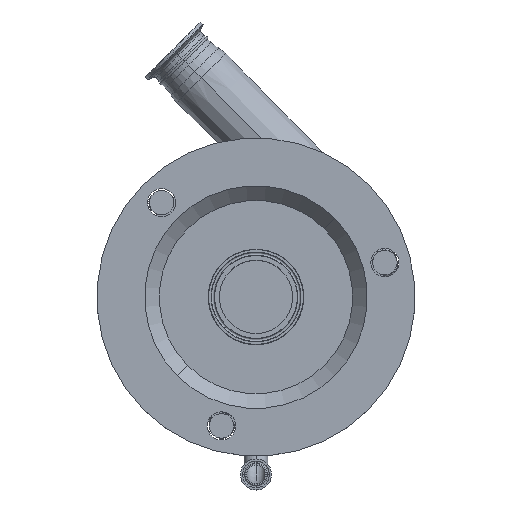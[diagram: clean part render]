
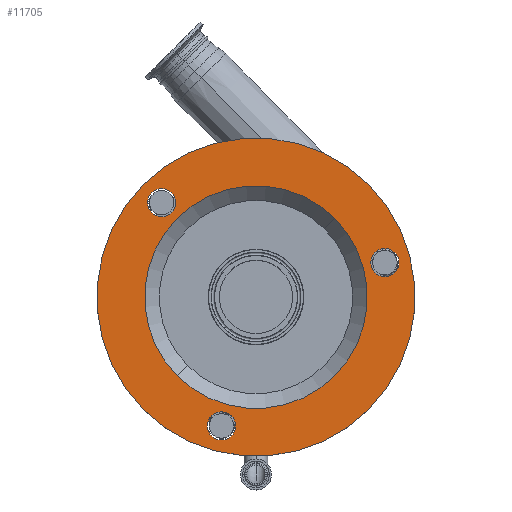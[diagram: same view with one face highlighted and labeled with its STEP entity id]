
A CAD part, top view. The second image highlights one B-rep face of the part: STEP entity #11705.
In plain terms, the highlighted planar face has unit normal (0, 0, 1).
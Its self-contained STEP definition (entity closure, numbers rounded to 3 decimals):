
#765 = VERTEX_POINT ( 'NONE', #11928 ) ;
#858 = AXIS2_PLACEMENT_3D ( 'NONE', #25539, #3969, #15922 ) ;
#882 = CARTESIAN_POINT ( 'NONE',  ( 0., 0., 217. ) ) ;
#914 = DIRECTION ( 'NONE',  ( 0., 0., 1. ) ) ;
#1436 = CARTESIAN_POINT ( 'NONE',  ( 105.286, 28.211, 217. ) ) ;
#1495 = DIRECTION ( 'NONE',  ( 0.707, 0.707, 0. ) ) ;
#1644 = DIRECTION ( 'NONE',  ( 0.707, 0.707, 0. ) ) ;
#1860 = CIRCLE ( 'NONE', #3937, 130. ) ;
#1991 = PLANE ( 'NONE',  #14078 ) ;
#2122 = AXIS2_PLACEMENT_3D ( 'NONE', #1436, #21053, #9252 ) ;
#2970 = CARTESIAN_POINT ( 'NONE',  ( -68.943, 85.206, 217. ) ) ;
#3921 = AXIS2_PLACEMENT_3D ( 'NONE', #16310, #23981, #20464 ) ;
#3937 = AXIS2_PLACEMENT_3D ( 'NONE', #882, #4393, #4636 ) ;
#3969 = DIRECTION ( 'NONE',  ( 0., 0., 1. ) ) ;
#4393 = DIRECTION ( 'NONE',  ( 0., 0., 1. ) ) ;
#4441 = CIRCLE ( 'NONE', #18967, 91. ) ;
#4580 = DIRECTION ( 'NONE',  ( 0., 0., 1. ) ) ;
#4636 = DIRECTION ( 'NONE',  ( 0.707, 0.707, 0. ) ) ;
#4672 = CARTESIAN_POINT ( 'NONE',  ( -77.075, 77.075, 217. ) ) ;
#4794 = EDGE_CURVE ( 'NONE', #23008, #9232, #4441, .T. ) ;
#4908 = CARTESIAN_POINT ( 'NONE',  ( -17.103, -108.262, 217. ) ) ;
#5540 = AXIS2_PLACEMENT_3D ( 'NONE', #4672, #914, #22597 ) ;
#6051 = AXIS2_PLACEMENT_3D ( 'NONE', #17786, #15968, #9993 ) ;
#6106 = EDGE_CURVE ( 'NONE', #11345, #24609, #13888, .T. ) ;
#6390 = AXIS2_PLACEMENT_3D ( 'NONE', #9308, #23186, #1495 ) ;
#6414 = CIRCLE ( 'NONE', #23012, 11.5 ) ;
#7033 = EDGE_CURVE ( 'NONE', #765, #23923, #10953, .T. ) ;
#7524 = CIRCLE ( 'NONE', #2122, 11.5 ) ;
#7692 = DIRECTION ( 'NONE',  ( 0., 0., 1. ) ) ;
#7693 = EDGE_CURVE ( 'NONE', #14519, #23065, #6414, .T. ) ;
#7723 = DIRECTION ( 'NONE',  ( 0., 0., -1. ) ) ;
#8153 = CARTESIAN_POINT ( 'NONE',  ( 91.924, 91.924, 217. ) ) ;
#8231 = FACE_BOUND ( 'NONE', #24493, .T. ) ;
#8401 = ORIENTED_EDGE ( 'NONE', *, *, #7693, .F. ) ;
#8439 = ORIENTED_EDGE ( 'NONE', *, *, #6106, .T. ) ;
#8686 = ORIENTED_EDGE ( 'NONE', *, *, #16128, .F. ) ;
#9232 = VERTEX_POINT ( 'NONE', #23506 ) ;
#9252 = DIRECTION ( 'NONE',  ( 0.259, -0.966, 0. ) ) ;
#9308 = CARTESIAN_POINT ( 'NONE',  ( -77.075, 77.075, 217. ) ) ;
#9319 = CARTESIAN_POINT ( 'NONE',  ( 0., 0., 217. ) ) ;
#9993 = DIRECTION ( 'NONE',  ( -0.966, 0.259, 0. ) ) ;
#10055 = FACE_BOUND ( 'NONE', #16974, .T. ) ;
#10213 = AXIS2_PLACEMENT_3D ( 'NONE', #20935, #7692, #17173 ) ;
#10463 = EDGE_LOOP ( 'NONE', ( #24165, #15745 ) ) ;
#10672 = VERTEX_POINT ( 'NONE', #24513 ) ;
#10953 = CIRCLE ( 'NONE', #5540, 11.5 ) ;
#11216 = EDGE_LOOP ( 'NONE', ( #25031, #8686 ) ) ;
#11345 = VERTEX_POINT ( 'NONE', #8153 ) ;
#11705 = ADVANCED_FACE ( 'NONE', ( #19793, #14081, #10055, #8231, #17588 ), #1991, .F. ) ;
#11928 = CARTESIAN_POINT ( 'NONE',  ( -85.206, 68.943, 217. ) ) ;
#12599 = ORIENTED_EDGE ( 'NONE', *, *, #20845, .F. ) ;
#13015 = VERTEX_POINT ( 'NONE', #18700 ) ;
#13888 = CIRCLE ( 'NONE', #3921, 130. ) ;
#14078 = AXIS2_PLACEMENT_3D ( 'NONE', #25514, #7723, #15639 ) ;
#14081 = FACE_BOUND ( 'NONE', #11216, .T. ) ;
#14519 = VERTEX_POINT ( 'NONE', #4908 ) ;
#14704 = CIRCLE ( 'NONE', #6051, 11.5 ) ;
#15515 = CIRCLE ( 'NONE', #6390, 11.5 ) ;
#15639 = DIRECTION ( 'NONE',  ( 0., -1., 0. ) ) ;
#15745 = ORIENTED_EDGE ( 'NONE', *, *, #4794, .F. ) ;
#15922 = DIRECTION ( 'NONE',  ( 0.259, -0.966, 0. ) ) ;
#15968 = DIRECTION ( 'NONE',  ( 0., 0., 1. ) ) ;
#16128 = EDGE_CURVE ( 'NONE', #10672, #13015, #23256, .T. ) ;
#16310 = CARTESIAN_POINT ( 'NONE',  ( 0., 0., 217. ) ) ;
#16378 = EDGE_CURVE ( 'NONE', #13015, #10672, #7524, .T. ) ;
#16533 = DIRECTION ( 'NONE',  ( -0.966, 0.259, 0. ) ) ;
#16974 = EDGE_LOOP ( 'NONE', ( #20507, #8401 ) ) ;
#17173 = DIRECTION ( 'NONE',  ( 0.707, 0.707, 0. ) ) ;
#17588 = FACE_BOUND ( 'NONE', #10463, .T. ) ;
#17786 = CARTESIAN_POINT ( 'NONE',  ( -28.211, -105.286, 217. ) ) ;
#18374 = CARTESIAN_POINT ( 'NONE',  ( -39.319, -102.309, 217. ) ) ;
#18700 = CARTESIAN_POINT ( 'NONE',  ( 108.262, 17.103, 217. ) ) ;
#18967 = AXIS2_PLACEMENT_3D ( 'NONE', #9319, #21653, #1644 ) ;
#19542 = CARTESIAN_POINT ( 'NONE',  ( -91.924, -91.924, 217. ) ) ;
#19793 = FACE_OUTER_BOUND ( 'NONE', #22364, .T. ) ;
#19825 = CARTESIAN_POINT ( 'NONE',  ( -64.347, -64.347, 217. ) ) ;
#20464 = DIRECTION ( 'NONE',  ( 0.707, 0.707, 0. ) ) ;
#20507 = ORIENTED_EDGE ( 'NONE', *, *, #24178, .F. ) ;
#20845 = EDGE_CURVE ( 'NONE', #23923, #765, #15515, .T. ) ;
#20935 = CARTESIAN_POINT ( 'NONE',  ( 0., 0., 217. ) ) ;
#21053 = DIRECTION ( 'NONE',  ( 0., 0., 1. ) ) ;
#21653 = DIRECTION ( 'NONE',  ( 0., 0., 1. ) ) ;
#22193 = ORIENTED_EDGE ( 'NONE', *, *, #24982, .T. ) ;
#22364 = EDGE_LOOP ( 'NONE', ( #8439, #22193 ) ) ;
#22597 = DIRECTION ( 'NONE',  ( 0.707, 0.707, 0. ) ) ;
#23008 = VERTEX_POINT ( 'NONE', #19825 ) ;
#23012 = AXIS2_PLACEMENT_3D ( 'NONE', #23951, #4580, #16533 ) ;
#23065 = VERTEX_POINT ( 'NONE', #18374 ) ;
#23186 = DIRECTION ( 'NONE',  ( 0., 0., 1. ) ) ;
#23256 = CIRCLE ( 'NONE', #858, 11.5 ) ;
#23477 = CIRCLE ( 'NONE', #10213, 91. ) ;
#23506 = CARTESIAN_POINT ( 'NONE',  ( 64.347, 64.347, 217. ) ) ;
#23765 = ORIENTED_EDGE ( 'NONE', *, *, #7033, .F. ) ;
#23815 = EDGE_CURVE ( 'NONE', #9232, #23008, #23477, .T. ) ;
#23923 = VERTEX_POINT ( 'NONE', #2970 ) ;
#23951 = CARTESIAN_POINT ( 'NONE',  ( -28.211, -105.286, 217. ) ) ;
#23981 = DIRECTION ( 'NONE',  ( 0., 0., 1. ) ) ;
#24165 = ORIENTED_EDGE ( 'NONE', *, *, #23815, .F. ) ;
#24178 = EDGE_CURVE ( 'NONE', #23065, #14519, #14704, .T. ) ;
#24493 = EDGE_LOOP ( 'NONE', ( #12599, #23765 ) ) ;
#24513 = CARTESIAN_POINT ( 'NONE',  ( 102.309, 39.319, 217. ) ) ;
#24609 = VERTEX_POINT ( 'NONE', #19542 ) ;
#24982 = EDGE_CURVE ( 'NONE', #24609, #11345, #1860, .T. ) ;
#25031 = ORIENTED_EDGE ( 'NONE', *, *, #16378, .F. ) ;
#25514 = CARTESIAN_POINT ( 'NONE',  ( -27.577, 27.577, 217. ) ) ;
#25539 = CARTESIAN_POINT ( 'NONE',  ( 105.286, 28.211, 217. ) ) ;
